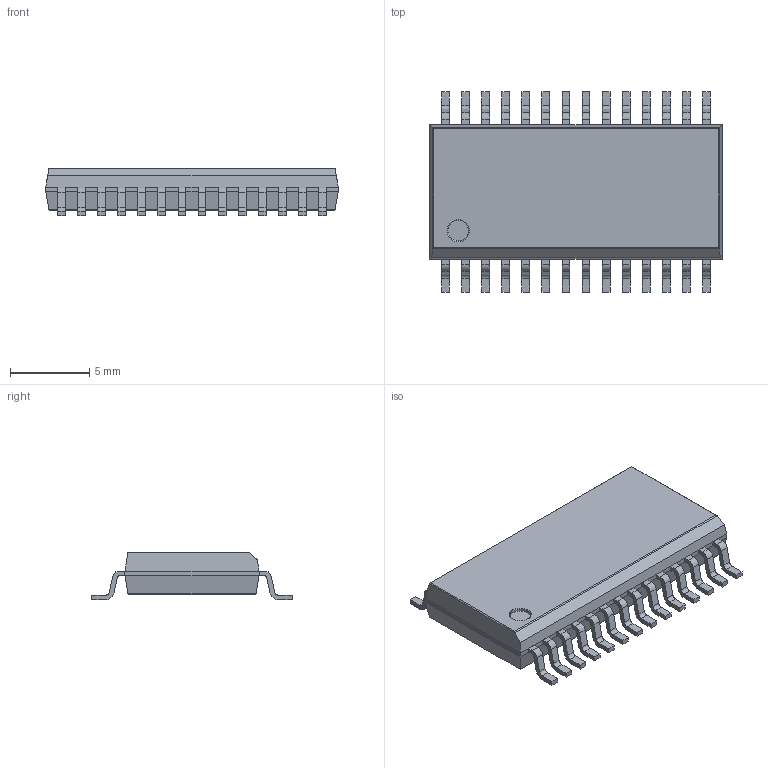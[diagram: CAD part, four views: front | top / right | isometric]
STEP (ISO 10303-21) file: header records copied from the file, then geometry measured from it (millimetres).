
FILE_DESCRIPTION(/* description */ (''),/* implementation_level */ '2;1');
FILE_NAME(/* name */ 'sop-28-330mil.step',/* time_stamp */ '2025-07-25T12:34:55-07:00',/* author */ (''),/* organization */ (''),/* preprocessor_version */ 'ST-DEVELOPER v20.1',/* originating_system */ 'Autodesk Translation Framework v14.10.0.0',/* authorisation */ '');
FILE_SCHEMA (('AUTOMOTIVE_DESIGN { 1 0 10303 214 3 1 1 }'));
Length unit declared in the file: millimetre
Products named in the file (1): sop-28-330mil
Bounding box: 18.5 x 12.7 x 3.02 mm (x, y, z)
Volume: 422.4 mm3; surface area: 582.9 mm2
Topology: 29 solids, 29 shells, 418 faces, 1062 edges, 703 vertices
Faces by surface type: plane 304, cylinder 113, cone 1
Full cylindrical faces by diameter (mm): 1.3 x1
Entity records: 12545 total; most frequent: CARTESIAN_POINT 2184, DIRECTION 2127, ORIENTED_EDGE 2124, EDGE_CURVE 1062, LINE 835, VECTOR 835, VERTEX_POINT 703, AXIS2_PLACEMENT_3D 646
